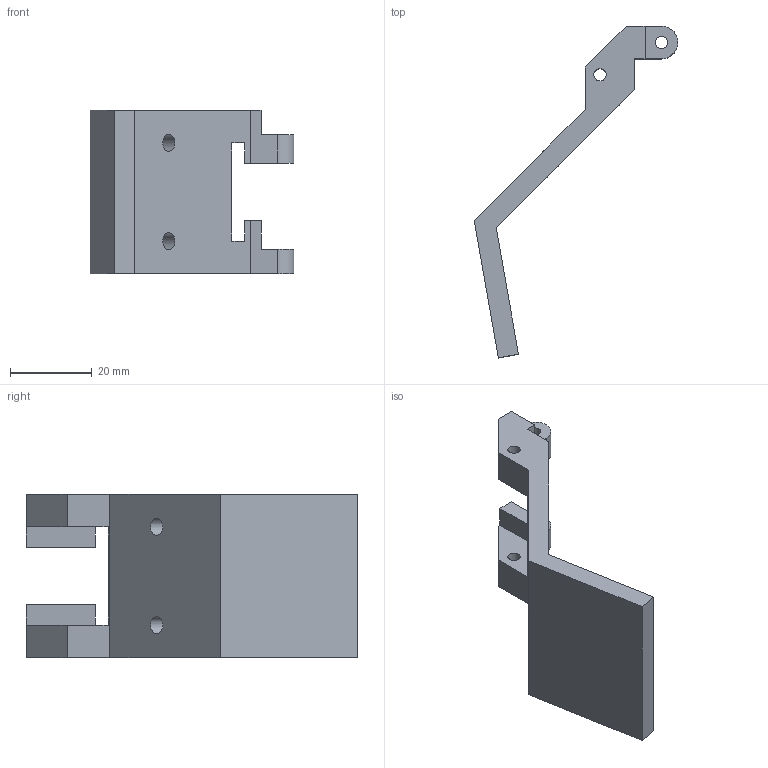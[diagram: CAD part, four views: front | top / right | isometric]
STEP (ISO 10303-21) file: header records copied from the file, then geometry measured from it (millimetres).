
FILE_DESCRIPTION(('FreeCAD Model'),'2;1');
FILE_NAME('Open CASCADE Shape Model','2024-12-19T09:48:17',(''),(''), 'Open CASCADE STEP processor 7.6','FreeCAD','Unknown');
FILE_SCHEMA(('AUTOMOTIVE_DESIGN { 1 0 10303 214 1 1 1 1 }'));
Length unit declared in the file: millimetre
Products named in the file (1): part1
Bounding box: 49.7 x 80.93 x 40 mm (x, y, z)
Volume: 18595.2 mm3; surface area: 9668.7 mm2
Topology: 1 solids, 1 shells, 37 faces, 105 edges, 70 vertices
Faces by surface type: plane 29, cylinder 8
Full cylindrical faces by diameter (mm): 3 x4, 4.2 x2
Entity records: 1241 total; most frequent: CARTESIAN_POINT 213, ORIENTED_EDGE 210, DIRECTION 197, EDGE_CURVE 105, LINE 89, VECTOR 89, VERTEX_POINT 70, AXIS2_PLACEMENT_3D 54
